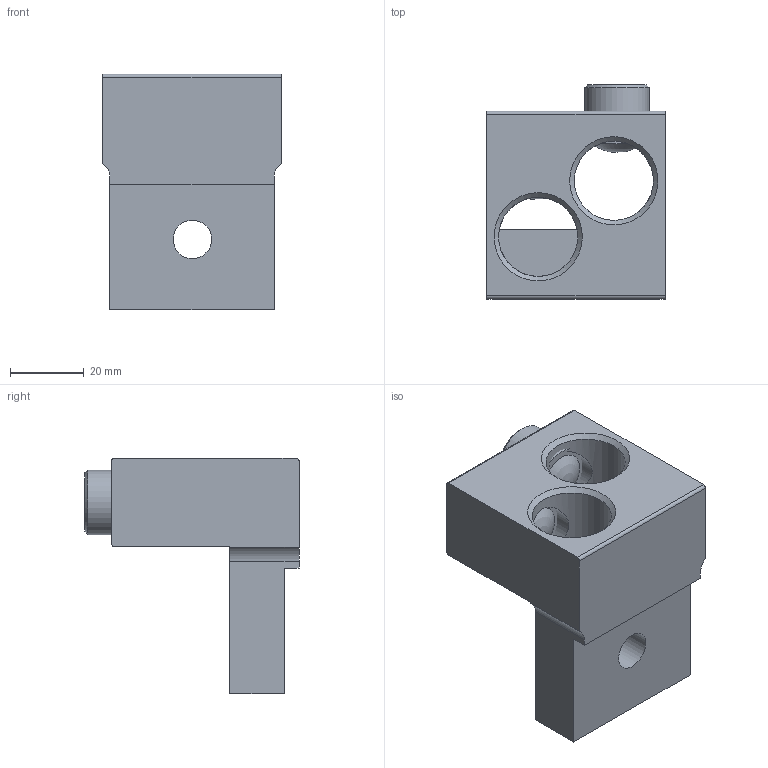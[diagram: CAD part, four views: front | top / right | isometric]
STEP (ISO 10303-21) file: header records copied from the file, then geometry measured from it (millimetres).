
FILE_DESCRIPTION(/* description */ (''),/* implementation_level */ '2;1');
FILE_NAME(/* name */ '2LS500-TP-41-59.stp',/* time_stamp */ '2020-10-27T09:04:38-04:00',/* author */ ('DHiltner'),/* organization */ (''),/* preprocessor_version */ 'ST-DEVELOPER v17.2',/* originating_system */ 'Autodesk Inventor 2019',/* authorisation */ '');
FILE_SCHEMA (('AUTOMOTIVE_DESIGN { 1 0 10303 214 3 1 1 }'));
Length unit declared in the file: inch
Products named in the file (3): 2S500TP-41-59(2LS50); 2S500TP-41-59(2LS50)_1; 1045A
Assembly tree (3 placements, depth 2):
  2S500TP-41-59(2LS50)
    2S500TP-41-59(2LS50)_1
    1045A  x2
Bounding box: 48.26 x 57.94 x 63.75 mm (x, y, z)
Volume: 66107.1 mm3; surface area: 21067.8 mm2
Topology: 3 solids, 3 shells, 61 faces, 153 edges, 103 vertices
Faces by surface type: plane 35, cylinder 16, cone 8, sphere 2
Full cylindrical faces by diameter (mm): 10.414 x1, 15.748 x2, 17.462 x2, 21.438 x2
Entity records: 1731 total; most frequent: CARTESIAN_POINT 419, DIRECTION 257, ORIENTED_EDGE 242, EDGE_CURVE 121, AXIS2_PLACEMENT_3D 95, VERTEX_POINT 82, LINE 67, VECTOR 67
